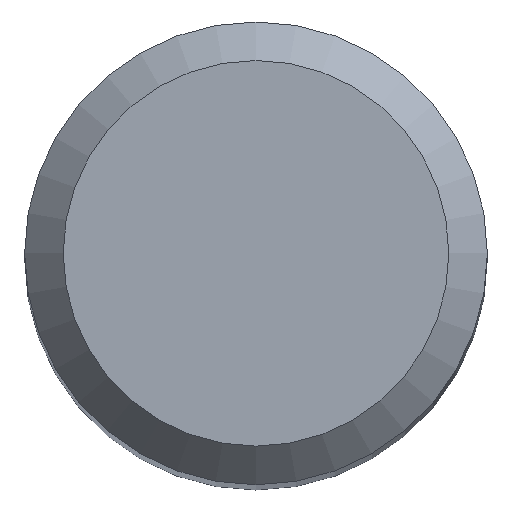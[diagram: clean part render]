
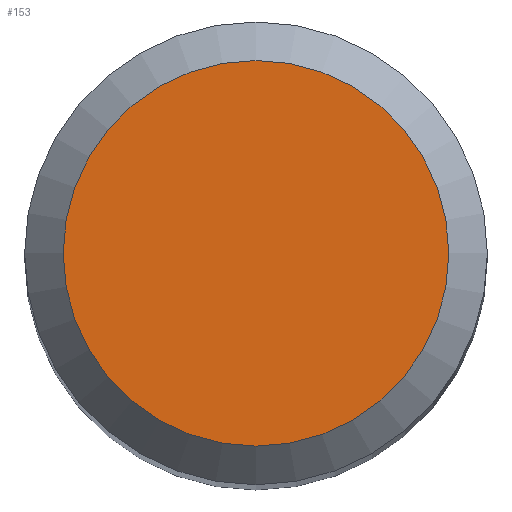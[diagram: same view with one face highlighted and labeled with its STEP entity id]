
A CAD part, top view. The second image highlights one B-rep face of the part: STEP entity #153.
In plain terms, the highlighted planar face has unit normal (0, 0, 1).
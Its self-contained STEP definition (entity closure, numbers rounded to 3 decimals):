
#38 = CARTESIAN_POINT ( 'NONE',  ( 0., 0., 50. ) ) ;
#55 = CARTESIAN_POINT ( 'NONE',  ( 0., 2.5, 50. ) ) ;
#82 = DIRECTION ( 'NONE',  ( 0., 1., 0. ) ) ;
#94 = PLANE ( 'NONE',  #150 ) ;
#97 = DIRECTION ( 'NONE',  ( 0., 0., -1. ) ) ;
#101 = CIRCLE ( 'NONE', #171, 2.5 ) ;
#150 = AXIS2_PLACEMENT_3D ( 'NONE', #241, #97, #82 ) ;
#153 = ADVANCED_FACE ( 'NONE', ( #165 ), #94, .F. ) ;
#165 = FACE_OUTER_BOUND ( 'NONE', #235, .T. ) ;
#171 = AXIS2_PLACEMENT_3D ( 'NONE', #38, #208, #237 ) ;
#200 = ORIENTED_EDGE ( 'NONE', *, *, #203, .F. ) ;
#203 = EDGE_CURVE ( 'NONE', #222, #222, #101, .T. ) ;
#208 = DIRECTION ( 'NONE',  ( 0., 0., -1. ) ) ;
#222 = VERTEX_POINT ( 'NONE', #55 ) ;
#235 = EDGE_LOOP ( 'NONE', ( #200 ) ) ;
#237 = DIRECTION ( 'NONE',  ( 0., 1., 0. ) ) ;
#241 = CARTESIAN_POINT ( 'NONE',  ( 0., 0., 50. ) ) ;
